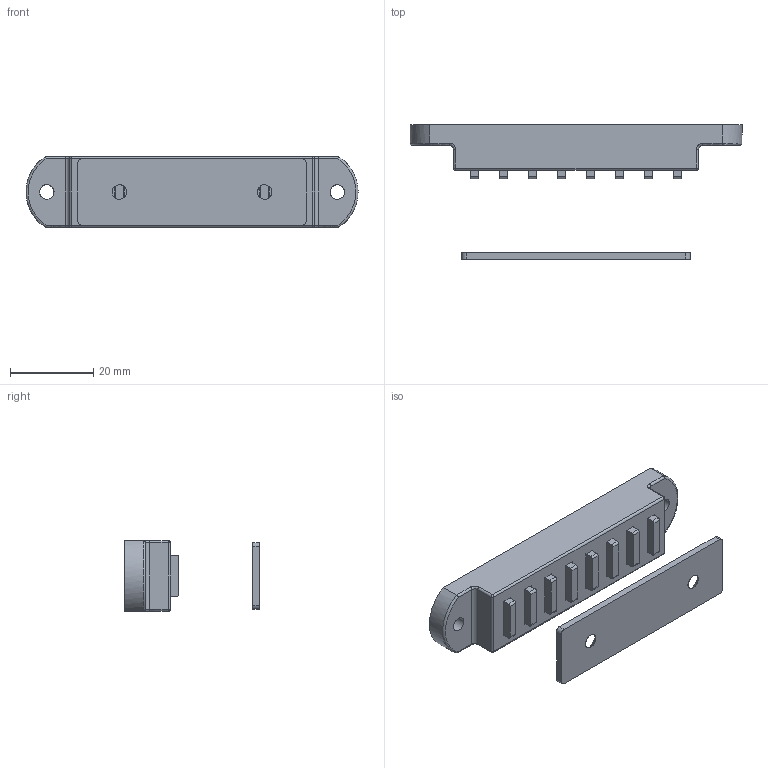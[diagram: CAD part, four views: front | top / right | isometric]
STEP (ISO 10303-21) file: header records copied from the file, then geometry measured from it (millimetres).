
FILE_DESCRIPTION((''),'2;1');
FILE_NAME('','2005-07-15T14:24:19',(''),(''),'','CADfix','');
FILE_SCHEMA(('AUTOMOTIVE_DESIGN'));
Length unit declared in the file: millimetre
Products named in the file (5): attachment; keeper; housing; base; TL_152_1_16446_36
Assembly tree (11 placements, depth 2):
  TL_152_1_16446_36
    attachment  x8
    keeper
    housing
    base
Bounding box: 79.99 x 32.45 x 17 mm (x, y, z)
Volume: 10166.4 mm3; surface area: 12708.4 mm2
Topology: 11 solids, 11 shells, 243 faces, 675 edges, 451 vertices
Faces by surface type: bspline 243
Entity records: 4517 total; most frequent: CARTESIAN_POINT 2135, ORIENTED_EDGE 762, EDGE_CURVE 381, QUASI_UNIFORM_CURVE 256, VERTEX_POINT 255, EDGE_LOOP 156, FACE_OUTER_BOUND 131, ADVANCED_FACE 131
